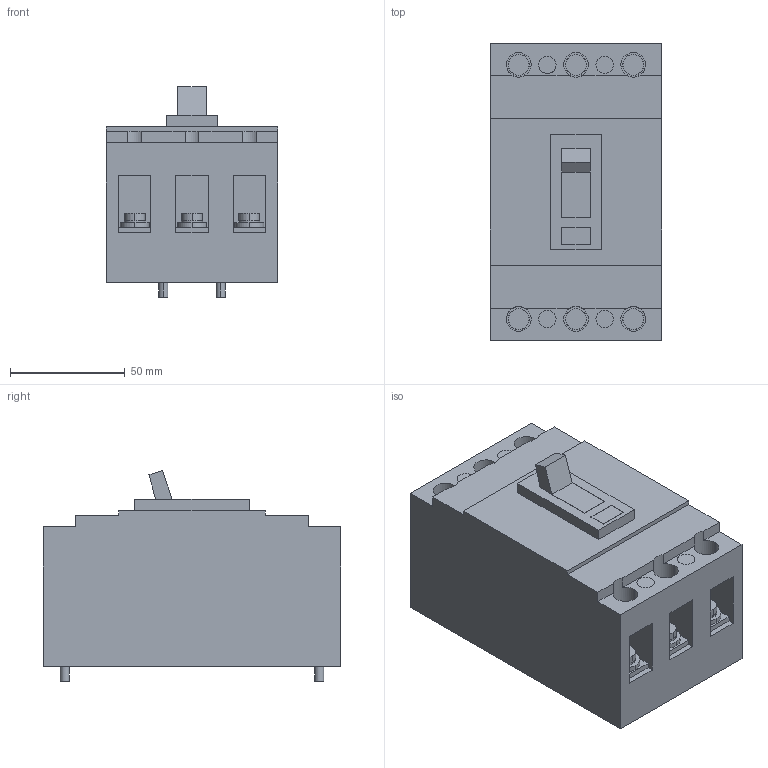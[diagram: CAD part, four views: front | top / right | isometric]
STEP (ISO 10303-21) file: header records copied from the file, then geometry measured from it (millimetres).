
FILE_DESCRIPTION(('CoCreate Modeling STEP Export'),'2;1');
FILE_NAME('Ｅ１００ＳＦ３Ｆ（６０－１００Ａ）.stp','2016-03-31T13:50:53',(''),(''),'CoCreate Modeling STEP processor for AP214 (Solid Model)','CoCreate Modeling 17.0 01-Apr-2010 (C) Parametric Technology GmbH','');
FILE_SCHEMA(('AUTOMOTIVE_DESIGN { 1 0 10303 214 1 1 1 1 }'));
Length unit declared in the file: millimetre
Products named in the file (5): p4.2; p1; p2.3; p3.4; \X2\FF25FF11FF10FF10FF33FF26FF13FF26FF08FF16FF10FF0DFF11FF10FF10FF21FF0

Assembly tree (17 placements, depth 2):
  \X2\FF25FF11FF10FF10FF33FF26FF13FF26FF08FF16FF10FF0DFF11FF10FF10FF21FF0

    p3.4  x6
    p4.2  x6
    p2.3  x4
    p1
Bounding box: 75 x 130 x 92.04 mm (x, y, z)
Volume: 606248.5 mm3; surface area: 77270.1 mm2
Topology: 17 solids, 17 shells, 341 faces, 785 edges, 525 vertices
Faces by surface type: plane 217, cylinder 124
Entity records: 5375 total; most frequent: ORIENTED_EDGE 934, CARTESIAN_POINT 879, DIRECTION 796, EDGE_CURVE 467, VECTOR 336, LINE 336, VERTEX_POINT 313, AXIS2_PLACEMENT_3D 230
